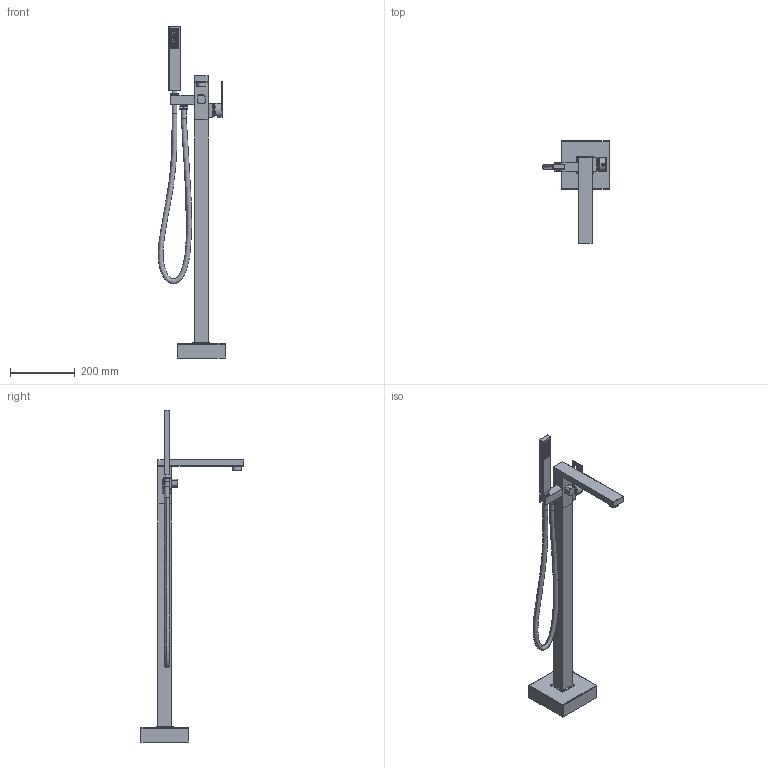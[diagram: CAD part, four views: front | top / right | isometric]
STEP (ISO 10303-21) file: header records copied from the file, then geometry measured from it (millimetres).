
FILE_DESCRIPTION(('HOOPS Exchange Step'),'2;1');
FILE_NAME('temp_export','2024-02-20T09:13:05+01:00',('CiBrutta'),('Shapr3D Limited'),'HOOPS Exchange 2023.2','Shapr3D','Authorized');
FILE_SCHEMA( ('AUTOMOTIVE_DESIGN { 1 0 10303 214 1 1 1 1 }') );
Length unit declared in the file: millimetre
Products named in the file (21): Importato 03; SCCMAC0005; Importato 05; AOTT005C002; Importato 07; SPLMAC0001; ott1900.stp; SOLID1; SOLID2; SOLID3; SOLID4; SOLID5; 9615711_1; ID013CR00_1; ATTACCO_CONICO_1-2_SILVER_1; ATTACCO_ZIGRINATO_1-2_1; Importato 11; FLEX_1; BV_QUADRO; qua0091.stp; root
Assembly tree (20 placements, depth 5):
  root
    ott1900.stp
      SCCMAC0005
        Importato 03
      AOTT005C002
        Importato 05
      SPLMAC0001
        Importato 07
    qua0091.stp
      BV_QUADRO
        9615711_1
          SOLID1
          SOLID2
          SOLID3
          SOLID4
          SOLID5
        ID013CR00_1
        ATTACCO_CONICO_1-2_SILVER_1
        ATTACCO_ZIGRINATO_1-2_1
        FLEX_1
          Importato 11
Bounding box: 208.04 x 319 x 1025.07 mm (x, y, z)
Volume: 3086738.5 mm3; surface area: 365697.3 mm2
Topology: 12 solids, 14 shells, 1317 faces, 2889 edges, 1837 vertices
Faces by surface type: plane 513, cylinder 432, cone 108, torus 97, bspline 90, sphere 77
Full cylindrical faces by diameter (mm): 4.2 x1, 5 x1, 5.1 x1, 6.5 x1, 8 x1, 15 x3, 16 x1, 17 x1, 18.5 x1, 18.631 x2, 20 x1, 20.5 x1, 22 x1, 23 x1, 24 x1, 24.5 x1, 28 x1, 29 x1, 32.75 x1, 34 x1, 34.5 x1, 43 x1
Entity records: 43043 total; most frequent: CARTESIAN_POINT 12927, DIRECTION 6820, ORIENTED_EDGE 5754, AXIS2_PLACEMENT_3D 2940, EDGE_CURVE 2880, VERTEX_POINT 1837, CIRCLE 1669, EDGE_LOOP 1579
